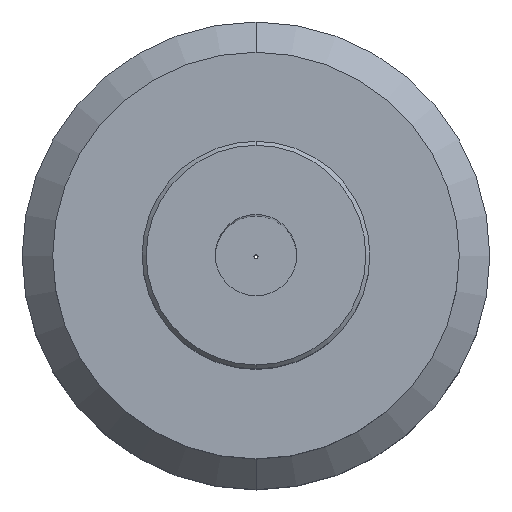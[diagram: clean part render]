
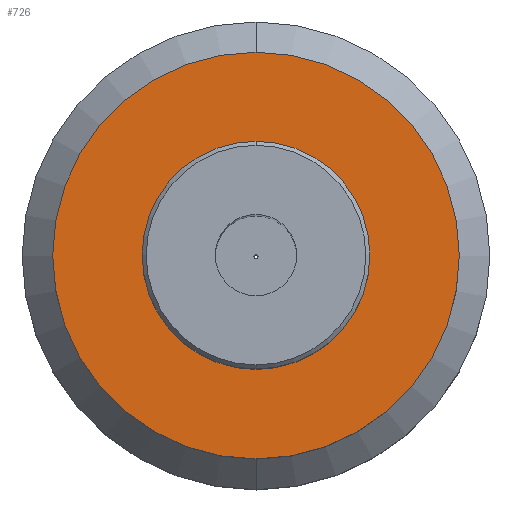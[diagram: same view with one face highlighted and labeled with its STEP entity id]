
A CAD part, top view. The second image highlights one B-rep face of the part: STEP entity #726.
In plain terms, the highlighted planar face has unit normal (0, 0, 1).
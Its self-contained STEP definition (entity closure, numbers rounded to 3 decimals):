
#249=CARTESIAN_POINT('',(0.,0.,0.));
#250=DIRECTION('',(0.,0.,-1.));
#251=DIRECTION('',(0.,1.,0.));
#252=AXIS2_PLACEMENT_3D('',#249,#250,#251);
#257=CARTESIAN_POINT('',(0.,0.,0.));
#258=DIRECTION('',(0.,0.,1.));
#259=DIRECTION('',(0.,1.,0.));
#260=AXIS2_PLACEMENT_3D('',#257,#258,#259);
#273=CARTESIAN_POINT('',(0.,0.,0.));
#274=DIRECTION('',(0.,0.,1.));
#275=DIRECTION('',(0.,1.,0.));
#276=AXIS2_PLACEMENT_3D('',#273,#274,#275);
#342=CARTESIAN_POINT('',(0.,0.,0.));
#343=DIRECTION('',(0.,0.,-1.));
#344=DIRECTION('',(0.,1.,0.));
#345=AXIS2_PLACEMENT_3D('',#342,#343,#344);
#417=CARTESIAN_POINT('',(0.,14.,0.));
#418=CARTESIAN_POINT('',(0.,-14.,0.));
#419=VERTEX_POINT('',#417);
#420=VERTEX_POINT('',#418);
#434=CARTESIAN_POINT('',(0.,25.,0.));
#436=VERTEX_POINT('',#434);
#442=CARTESIAN_POINT('',(0.,-25.,0.));
#444=VERTEX_POINT('',#442);
#711=CARTESIAN_POINT('',(0.,0.,0.));
#712=DIRECTION('',(0.,0.,1.));
#713=DIRECTION('',(0.,1.,0.));
#714=AXIS2_PLACEMENT_3D('',#711,#712,#713);
#715=PLANE('',#714);
#716=ORIENTED_EDGE('',*,*,#693,.T.);
#717=ORIENTED_EDGE('',*,*,#704,.F.);
#718=EDGE_LOOP('',(#716,#717));
#719=FACE_OUTER_BOUND('',#718,.F.);
#721=ORIENTED_EDGE('',*,*,#720,.T.);
#723=ORIENTED_EDGE('',*,*,#722,.F.);
#724=EDGE_LOOP('',(#721,#723));
#725=FACE_BOUND('',#724,.F.);
#253=CIRCLE('',#252,25.);
#261=CIRCLE('',#260,25.);
#277=CIRCLE('',#276,14.);
#346=CIRCLE('',#345,14.);
#693=EDGE_CURVE('',#436,#444,#253,.T.);
#704=EDGE_CURVE('',#436,#444,#261,.T.);
#720=EDGE_CURVE('',#419,#420,#277,.T.);
#722=EDGE_CURVE('',#419,#420,#346,.T.);
#726=ADVANCED_FACE('',(#719,#725),#715,.T.);
